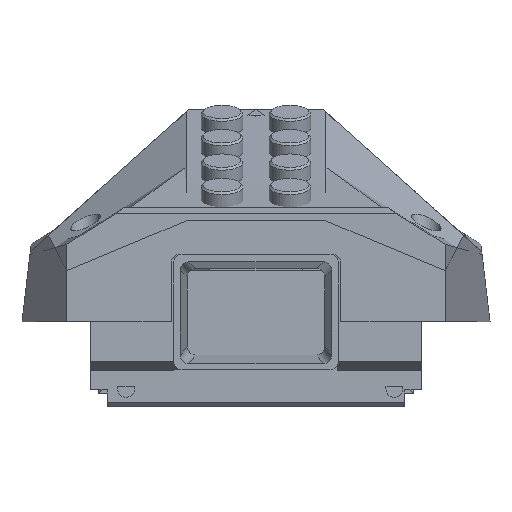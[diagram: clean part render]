
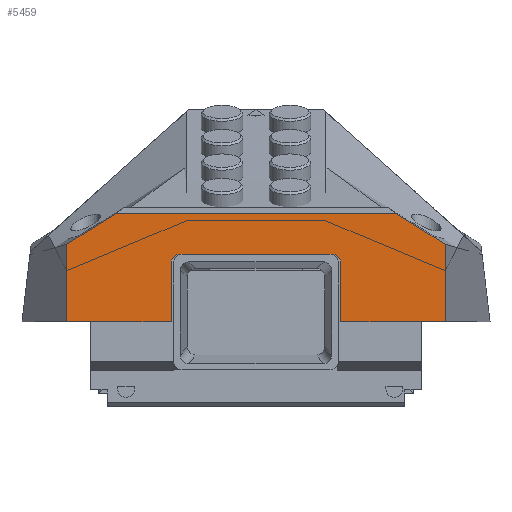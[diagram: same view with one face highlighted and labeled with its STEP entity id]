
A CAD part, front view. The second image highlights one B-rep face of the part: STEP entity #5459.
In plain terms, the highlighted planar face has unit normal (0, -1, 0).
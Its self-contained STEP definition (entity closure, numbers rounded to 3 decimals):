
#263=PLANE('',#7185);
#613=LINE('',#9431,#1206);
#621=LINE('',#9467,#1214);
#634=LINE('',#9493,#1227);
#638=LINE('',#9501,#1231);
#650=LINE('',#9523,#1243);
#652=LINE('',#9526,#1245);
#682=LINE('',#9606,#1275);
#719=LINE('',#9691,#1312);
#732=LINE('',#9722,#1325);
#733=LINE('',#9724,#1326);
#1206=VECTOR('',#7911,1000.);
#1214=VECTOR('',#7919,1000.);
#1227=VECTOR('',#7934,1000.);
#1231=VECTOR('',#7940,1000.);
#1243=VECTOR('',#7954,1000.);
#1245=VECTOR('',#7958,1000.);
#1275=VECTOR('',#8040,1000.);
#1312=VECTOR('',#8113,1000.);
#1325=VECTOR('',#8146,1000.);
#1326=VECTOR('',#8149,1000.);
#2314=ORIENTED_EDGE('',*,*,#3491,.T.);
#2315=ORIENTED_EDGE('',*,*,#3352,.T.);
#2316=ORIENTED_EDGE('',*,*,#3393,.F.);
#2317=ORIENTED_EDGE('',*,*,#3377,.F.);
#2318=ORIENTED_EDGE('',*,*,#3433,.F.);
#2319=ORIENTED_EDGE('',*,*,#3381,.T.);
#2320=ORIENTED_EDGE('',*,*,#3395,.T.);
#2321=ORIENTED_EDGE('',*,*,#3364,.F.);
#2322=ORIENTED_EDGE('',*,*,#3492,.F.);
#2323=ORIENTED_EDGE('',*,*,#3449,.T.);
#2324=ORIENTED_EDGE('',*,*,#3474,.F.);
#2325=ORIENTED_EDGE('',*,*,#3443,.T.);
#3352=EDGE_CURVE('',#4027,#4026,#613,.T.);
#3364=EDGE_CURVE('',#4038,#4039,#621,.T.);
#3377=EDGE_CURVE('',#4050,#4051,#634,.T.);
#3381=EDGE_CURVE('',#4054,#4053,#638,.T.);
#3393=EDGE_CURVE('',#4051,#4026,#650,.T.);
#3395=EDGE_CURVE('',#4053,#4039,#652,.T.);
#3433=EDGE_CURVE('',#4054,#4050,#682,.T.);
#3443=EDGE_CURVE('',#4093,#4094,#4409,.T.);
#3449=EDGE_CURVE('',#4100,#4099,#4412,.T.);
#3474=EDGE_CURVE('',#4093,#4099,#719,.T.);
#3491=EDGE_CURVE('',#4094,#4027,#732,.T.);
#3492=EDGE_CURVE('',#4100,#4038,#733,.T.);
#4026=VERTEX_POINT('',#9430);
#4027=VERTEX_POINT('',#9432);
#4038=VERTEX_POINT('',#9466);
#4039=VERTEX_POINT('',#9468);
#4050=VERTEX_POINT('',#9492);
#4051=VERTEX_POINT('',#9494);
#4053=VERTEX_POINT('',#9500);
#4054=VERTEX_POINT('',#9502);
#4093=VERTEX_POINT('',#9626);
#4094=VERTEX_POINT('',#9627);
#4099=VERTEX_POINT('',#9638);
#4100=VERTEX_POINT('',#9640);
#4409=CIRCLE('',#7159,1.);
#4412=CIRCLE('',#7163,1.);
#4639=EDGE_LOOP('',(#2314,#2315,#2316,#2317,#2318,#2319,#2320,#2321,#2322,
#2323,#2324,#2325));
#5038=FACE_BOUND('',#4639,.T.);
#5459=ADVANCED_FACE('',(#5038),#263,.F.);
#7159=AXIS2_PLACEMENT_3D('',#9625,#8056,#8057);
#7163=AXIS2_PLACEMENT_3D('',#9639,#8067,#8068);
#7185=AXIS2_PLACEMENT_3D('',#9725,#8150,#8151);
#7911=DIRECTION('',(1.,0.,0.));
#7919=DIRECTION('',(-1.,0.,0.));
#7934=DIRECTION('',(0.848,0.,-0.531));
#7940=DIRECTION('',(-0.848,0.,-0.531));
#7954=DIRECTION('',(0.,0.,-1.));
#7958=DIRECTION('',(0.,0.,-1.));
#8040=DIRECTION('',(1.,0.,0.));
#8056=DIRECTION('',(0.,1.,0.));
#8057=DIRECTION('',(-1.,0.,0.));
#8067=DIRECTION('',(0.,1.,0.));
#8068=DIRECTION('',(-1.,0.,0.));
#8113=DIRECTION('',(-1.,0.,0.));
#8146=DIRECTION('',(0.,0.,-1.));
#8149=DIRECTION('',(0.,0.,-1.));
#8150=DIRECTION('',(0.,1.,0.));
#8151=DIRECTION('',(-1.,0.,0.));
#9430=CARTESIAN_POINT('',(22.273,-24.795,0.));
#9431=CARTESIAN_POINT('',(22.,-24.795,0.));
#9432=CARTESIAN_POINT('',(10.,-24.795,0.));
#9466=CARTESIAN_POINT('',(-10.,-24.795,0.));
#9467=CARTESIAN_POINT('',(22.,-24.795,0.));
#9468=CARTESIAN_POINT('',(-22.273,-24.795,0.));
#9492=CARTESIAN_POINT('',(16.547,-24.795,12.725));
#9493=CARTESIAN_POINT('',(13.672,-24.795,14.525));
#9494=CARTESIAN_POINT('',(22.273,-24.795,9.141));
#9500=CARTESIAN_POINT('',(-22.273,-24.795,9.141));
#9501=CARTESIAN_POINT('',(5.987,-24.795,26.831));
#9502=CARTESIAN_POINT('',(-16.547,-24.795,12.725));
#9523=CARTESIAN_POINT('',(22.273,-24.795,15.));
#9526=CARTESIAN_POINT('',(-22.273,-24.795,16.6));
#9606=CARTESIAN_POINT('',(-37.,-24.795,12.725));
#9625=CARTESIAN_POINT('',(9.,-24.795,6.95));
#9626=CARTESIAN_POINT('',(9.,-24.795,7.95));
#9627=CARTESIAN_POINT('',(10.,-24.795,6.95));
#9638=CARTESIAN_POINT('',(-9.,-24.795,7.95));
#9639=CARTESIAN_POINT('',(-9.,-24.795,6.95));
#9640=CARTESIAN_POINT('',(-10.,-24.795,6.95));
#9691=CARTESIAN_POINT('',(-22.,-24.795,7.95));
#9722=CARTESIAN_POINT('',(10.,-24.795,1.25));
#9724=CARTESIAN_POINT('',(-10.,-24.795,-7.4));
#9725=CARTESIAN_POINT('',(22.,-24.795,1.25));
